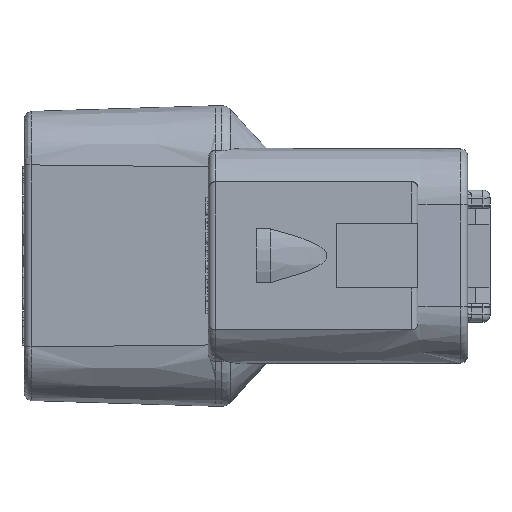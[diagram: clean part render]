
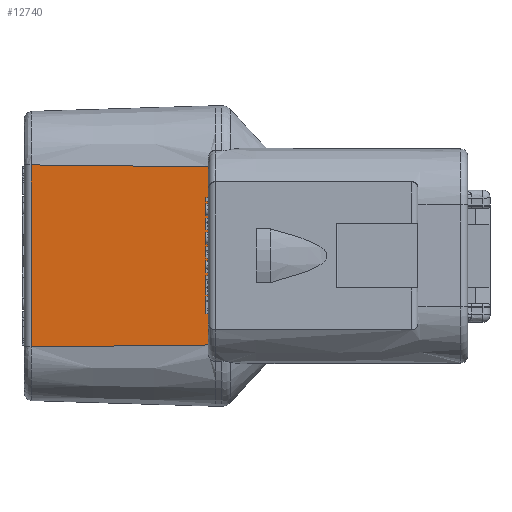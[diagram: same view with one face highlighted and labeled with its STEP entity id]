
A CAD part, top view. The second image highlights one B-rep face of the part: STEP entity #12740.
In plain terms, the highlighted planar face has unit normal (-0.042, 0, 0.999).
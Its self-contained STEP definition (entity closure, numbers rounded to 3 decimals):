
#24=DIRECTION('',(0.,1.,0.));
#25=VECTOR('',#24,15.113);
#26=CARTESIAN_POINT('',(0.,-7.556,4.175));
#27=LINE('',#26,#25);
#1890=DIRECTION('',(-0.999,0.011,-0.042));
#1891=VECTOR('',#1890,15.039);
#1892=CARTESIAN_POINT('',(0.,7.556,4.175));
#1893=LINE('',#1892,#1891);
#1894=CARTESIAN_POINT('',(-15.025,7.719,3.549));
#1926=DIRECTION('',(0.,1.,0.));
#1927=VECTOR('',#1926,15.438);
#1928=CARTESIAN_POINT('',(-15.025,-7.719,
3.549));
#1929=LINE('',#1928,#1927);
#1930=DIRECTION('',(-0.999,-0.011,-0.042));
#1931=VECTOR('',#1930,15.039);
#1932=CARTESIAN_POINT('',(0.,-7.556,4.175));
#1933=LINE('',#1932,#1931);
#3196=CARTESIAN_POINT('',(-15.025,-7.719,
3.549));
#10420=CARTESIAN_POINT('',(0.,-7.556,4.175));
#10421=CARTESIAN_POINT('',(0.,7.556,4.175));
#10422=VERTEX_POINT('',#10420);
#10423=VERTEX_POINT('',#10421);
#10426=VERTEX_POINT('',#1894);
#10433=VERTEX_POINT('',#3196);
#12727=CARTESIAN_POINT('',(-7.5,0.,3.863));
#12728=DIRECTION('',(-0.042,0.,0.999));
#12729=DIRECTION('',(0.,1.,0.));
#12730=AXIS2_PLACEMENT_3D('',#12727,#12728,#12729);
#12731=PLANE('',#12730);
#12733=ORIENTED_EDGE('',*,*,#12732,.T.);
#12734=ORIENTED_EDGE('',*,*,#12718,.F.);
#12735=ORIENTED_EDGE('',*,*,#10497,.F.);
#12737=ORIENTED_EDGE('',*,*,#12736,.T.);
#12738=EDGE_LOOP('',(#12733,#12734,#12735,#12737));
#12739=FACE_OUTER_BOUND('',#12738,.F.);
#12740=ADVANCED_FACE('',(#12739),#12731,.T.);
#10497=EDGE_CURVE('',#10422,#10423,#27,.T.);
#12718=EDGE_CURVE('',#10423,#10426,#1893,.T.);
#12732=EDGE_CURVE('',#10433,#10426,#1929,.T.);
#12736=EDGE_CURVE('',#10422,#10433,#1933,.T.);
